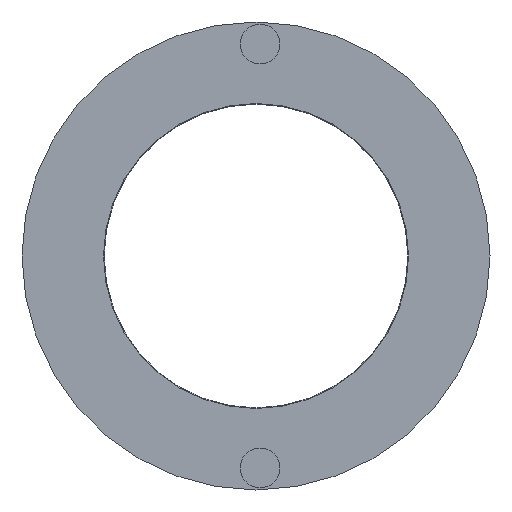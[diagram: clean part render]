
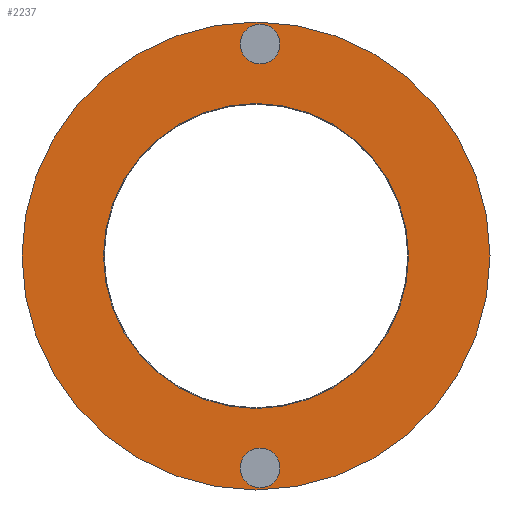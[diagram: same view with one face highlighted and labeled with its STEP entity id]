
A CAD part, front view. The second image highlights one B-rep face of the part: STEP entity #2237.
In plain terms, the highlighted planar face has unit normal (0, -1, 0).
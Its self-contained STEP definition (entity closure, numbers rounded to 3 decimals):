
#426=FACE_BOUND('',#806,.T.);
#427=FACE_BOUND('',#807,.T.);
#428=FACE_BOUND('',#808,.T.);
#447=PLANE('',#2559);
#555=FACE_OUTER_BOUND('',#805,.T.);
#805=EDGE_LOOP('',(#2093));
#806=EDGE_LOOP('',(#2094));
#807=EDGE_LOOP('',(#2095));
#808=EDGE_LOOP('',(#2096));
#846=CIRCLE('',#2296,176.687);
#1014=CIRCLE('',#2548,12.5);
#1016=CIRCLE('',#2552,12.5);
#1021=CIRCLE('',#2560,115.123);
#1049=VERTEX_POINT('',#3547);
#1215=VERTEX_POINT('',#4046);
#1217=VERTEX_POINT('',#4053);
#1221=VERTEX_POINT('',#4066);
#1258=EDGE_CURVE('',#1049,#1049,#846,.T.);
#1507=EDGE_CURVE('',#1215,#1215,#1014,.T.);
#1510=EDGE_CURVE('',#1217,#1217,#1016,.T.);
#1515=EDGE_CURVE('',#1221,#1221,#1021,.T.);
#2093=ORIENTED_EDGE('',*,*,#1258,.F.);
#2094=ORIENTED_EDGE('',*,*,#1510,.T.);
#2095=ORIENTED_EDGE('',*,*,#1507,.T.);
#2096=ORIENTED_EDGE('',*,*,#1515,.F.);
#2237=ADVANCED_FACE('',(#555,#426,#427,#428),#447,.T.);
#2296=AXIS2_PLACEMENT_3D('',#3549,#2645,#2646);
#2548=AXIS2_PLACEMENT_3D('',#4048,#3230,#3231);
#2552=AXIS2_PLACEMENT_3D('',#4055,#3239,#3240);
#2559=AXIS2_PLACEMENT_3D('',#4065,#3253,#3254);
#2560=AXIS2_PLACEMENT_3D('',#4067,#3255,#3256);
#2645=DIRECTION('center_axis',(0.,1.,0.));
#2646=DIRECTION('ref_axis',(1.,0.,0.));
#3230=DIRECTION('center_axis',(0.,1.,0.));
#3231=DIRECTION('ref_axis',(1.,0.,0.));
#3239=DIRECTION('center_axis',(0.,1.,0.));
#3240=DIRECTION('ref_axis',(1.,0.,0.));
#3253=DIRECTION('center_axis',(0.,-1.,0.));
#3254=DIRECTION('ref_axis',(0.,0.,-1.));
#3255=DIRECTION('center_axis',(0.,-1.,0.));
#3256=DIRECTION('ref_axis',(0.,0.,1.));
#3547=CARTESIAN_POINT('',(-3.118,-42.646,-176.687));
#3549=CARTESIAN_POINT('Origin',(-3.118,-42.646,0.));
#4046=CARTESIAN_POINT('',(-12.5,-42.646,-160.));
#4048=CARTESIAN_POINT('Origin',(0.,-42.646,
-160.));
#4053=CARTESIAN_POINT('',(-12.5,-42.646,160.));
#4055=CARTESIAN_POINT('Origin',(0.,-42.646,
160.));
#4065=CARTESIAN_POINT('Origin',(-3.118,-42.646,176.687));
#4066=CARTESIAN_POINT('',(-3.118,-42.646,115.123));
#4067=CARTESIAN_POINT('Origin',(-3.118,-42.646,0.));
